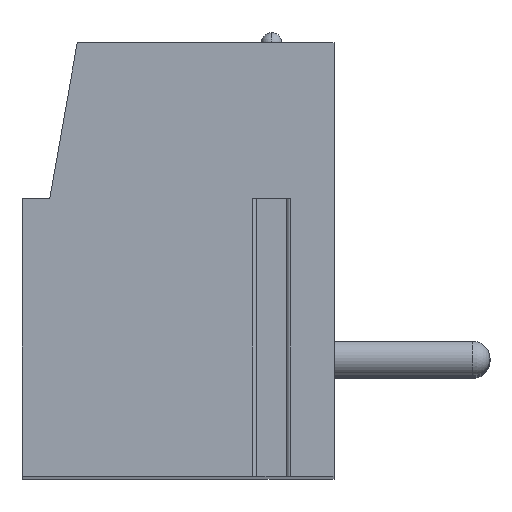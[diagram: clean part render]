
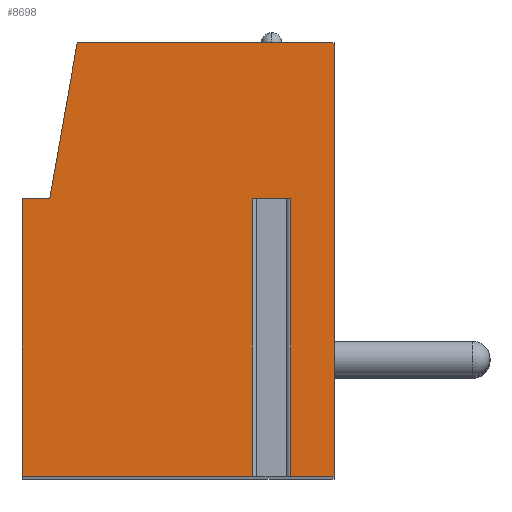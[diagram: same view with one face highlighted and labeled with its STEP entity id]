
A CAD part, top view. The second image highlights one B-rep face of the part: STEP entity #8698.
In plain terms, the highlighted planar face has unit normal (0, 0, 1).
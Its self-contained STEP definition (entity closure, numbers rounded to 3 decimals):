
#13=DIRECTION('',(-1.,0.,0.));
#14=VECTOR('',#13,1.112);
#15=CARTESIAN_POINT('',(3.256,1.75,48.26));
#16=LINE('',#15,#14);
#17=DIRECTION('',(0.,-1.,0.));
#18=VECTOR('',#17,8.);
#19=CARTESIAN_POINT('',(2.144,1.75,48.26));
#20=LINE('',#19,#18);
#21=DIRECTION('',(1.,0.,0.));
#22=VECTOR('',#21,6.644);
#23=CARTESIAN_POINT('',(-4.5,-6.25,48.26));
#24=LINE('',#23,#22);
#25=DIRECTION('',(0.,-1.,0.));
#26=VECTOR('',#25,8.);
#27=CARTESIAN_POINT('',(-4.5,1.75,48.26));
#28=LINE('',#27,#26);
#29=DIRECTION('',(-1.,0.,0.));
#30=VECTOR('',#29,0.8);
#31=CARTESIAN_POINT('',(-3.7,1.75,48.26));
#32=LINE('',#31,#30);
#33=DIRECTION('',(-0.174,-0.985,0.));
#34=VECTOR('',#33,4.569);
#35=CARTESIAN_POINT('',(-2.907,6.25,48.26));
#36=LINE('',#35,#34);
#37=DIRECTION('',(-1.,0.,0.));
#38=VECTOR('',#37,7.407);
#39=CARTESIAN_POINT('',(4.5,6.25,48.26));
#40=LINE('',#39,#38);
#41=DIRECTION('',(0.,1.,0.));
#42=VECTOR('',#41,12.5);
#43=CARTESIAN_POINT('',(4.5,-6.25,48.26));
#44=LINE('',#43,#42);
#45=DIRECTION('',(1.,0.,0.));
#46=VECTOR('',#45,1.244);
#47=CARTESIAN_POINT('',(3.256,-6.25,48.26));
#48=LINE('',#47,#46);
#49=DIRECTION('',(0.,-1.,0.));
#50=VECTOR('',#49,8.);
#51=CARTESIAN_POINT('',(3.256,1.75,48.26));
#52=LINE('',#51,#50);
#6835=CARTESIAN_POINT('',(-3.7,1.75,48.26));
#6836=CARTESIAN_POINT('',(-4.5,1.75,48.26));
#6837=VERTEX_POINT('',#6835);
#6838=VERTEX_POINT('',#6836);
#6839=CARTESIAN_POINT('',(-4.5,-6.25,48.26));
#6840=VERTEX_POINT('',#6839);
#6841=CARTESIAN_POINT('',(4.5,-6.25,48.26));
#6842=CARTESIAN_POINT('',(4.5,6.25,48.26));
#6843=VERTEX_POINT('',#6841);
#6844=VERTEX_POINT('',#6842);
#6845=CARTESIAN_POINT('',(-2.907,6.25,48.26));
#6846=VERTEX_POINT('',#6845);
#6895=CARTESIAN_POINT('',(3.256,1.75,48.26));
#6896=CARTESIAN_POINT('',(2.144,1.75,48.26));
#6897=VERTEX_POINT('',#6895);
#6898=VERTEX_POINT('',#6896);
#6899=CARTESIAN_POINT('',(2.144,-6.25,48.26));
#6900=VERTEX_POINT('',#6899);
#6901=CARTESIAN_POINT('',(3.256,-6.25,48.26));
#6902=VERTEX_POINT('',#6901);
#8671=CARTESIAN_POINT('',(0.,0.,48.26));
#8672=DIRECTION('',(0.,0.,1.));
#8673=DIRECTION('',(1.,0.,0.));
#8674=AXIS2_PLACEMENT_3D('',#8671,#8672,#8673);
#8675=PLANE('',#8674);
#8677=ORIENTED_EDGE('',*,*,#8676,.T.);
#8679=ORIENTED_EDGE('',*,*,#8678,.T.);
#8681=ORIENTED_EDGE('',*,*,#8680,.F.);
#8683=ORIENTED_EDGE('',*,*,#8682,.F.);
#8685=ORIENTED_EDGE('',*,*,#8684,.F.);
#8687=ORIENTED_EDGE('',*,*,#8686,.F.);
#8689=ORIENTED_EDGE('',*,*,#8688,.F.);
#8691=ORIENTED_EDGE('',*,*,#8690,.F.);
#8693=ORIENTED_EDGE('',*,*,#8692,.F.);
#8695=ORIENTED_EDGE('',*,*,#8694,.F.);
#8696=EDGE_LOOP('',(#8677,#8679,#8681,#8683,#8685,#8687,#8689,#8691,#8693,
#8695));
#8697=FACE_OUTER_BOUND('',#8696,.F.);
#8676=EDGE_CURVE('',#6897,#6898,#16,.T.);
#8678=EDGE_CURVE('',#6898,#6900,#20,.T.);
#8680=EDGE_CURVE('',#6840,#6900,#24,.T.);
#8682=EDGE_CURVE('',#6838,#6840,#28,.T.);
#8684=EDGE_CURVE('',#6837,#6838,#32,.T.);
#8686=EDGE_CURVE('',#6846,#6837,#36,.T.);
#8688=EDGE_CURVE('',#6844,#6846,#40,.T.);
#8690=EDGE_CURVE('',#6843,#6844,#44,.T.);
#8692=EDGE_CURVE('',#6902,#6843,#48,.T.);
#8694=EDGE_CURVE('',#6897,#6902,#52,.T.);
#8698=ADVANCED_FACE('',(#8697),#8675,.T.);
